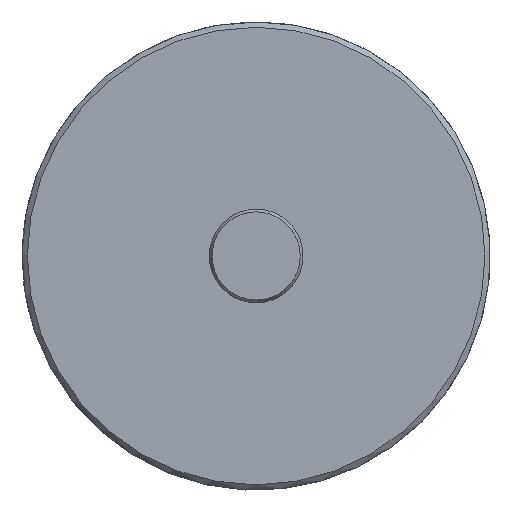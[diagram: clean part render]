
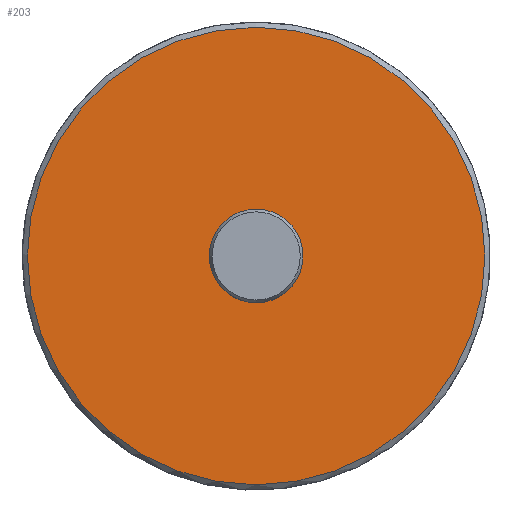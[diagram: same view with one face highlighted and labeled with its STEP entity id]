
A CAD part, top view. The second image highlights one B-rep face of the part: STEP entity #203.
In plain terms, the highlighted planar face has unit normal (0, 0, 1).
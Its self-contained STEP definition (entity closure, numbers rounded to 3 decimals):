
#171=PLANE('',#737);
#203=ADVANCED_FACE('',(#259,#260),#171,.T.);
#259=FACE_BOUND('',#301,.T.);
#260=FACE_BOUND('',#302,.T.);
#301=EDGE_LOOP('',(#369));
#302=EDGE_LOOP('',(#370));
#369=ORIENTED_EDGE('',*,*,#583,.F.);
#370=ORIENTED_EDGE('',*,*,#584,.T.);
#525=VERTEX_POINT('',#1038);
#526=VERTEX_POINT('',#1040);
#583=EDGE_CURVE('',#525,#525,#659,.T.);
#584=EDGE_CURVE('',#526,#526,#660,.T.);
#659=CIRCLE('',#735,6.);
#660=CIRCLE('',#736,29.325);
#735=AXIS2_PLACEMENT_3D('',#1037,#820,#821);
#736=AXIS2_PLACEMENT_3D('',#1039,#822,#823);
#737=AXIS2_PLACEMENT_3D('',#1041,#824,#825);
#820=DIRECTION('',(0.,0.,1.));
#821=DIRECTION('',(1.,0.,0.));
#822=DIRECTION('',(0.,0.,1.));
#823=DIRECTION('',(1.,0.,0.));
#824=DIRECTION('',(0.,0.,1.));
#825=DIRECTION('',(0.,-1.,0.));
#1037=CARTESIAN_POINT('',(0.,0.,0.));
#1038=CARTESIAN_POINT('',(6.,0.,0.));
#1039=CARTESIAN_POINT('',(0.,0.,0.));
#1040=CARTESIAN_POINT('',(29.325,0.,0.));
#1041=CARTESIAN_POINT('',(0.,0.,0.));
